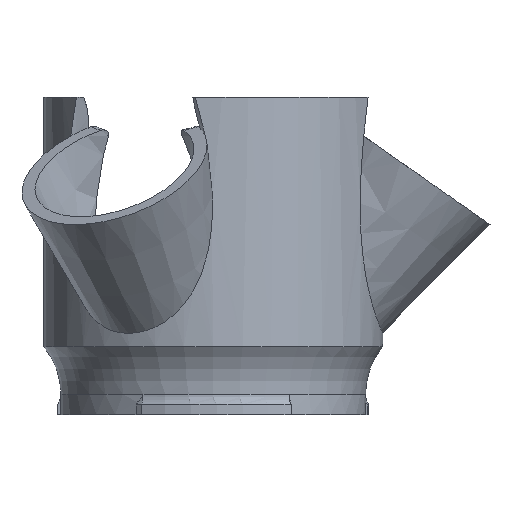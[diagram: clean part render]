
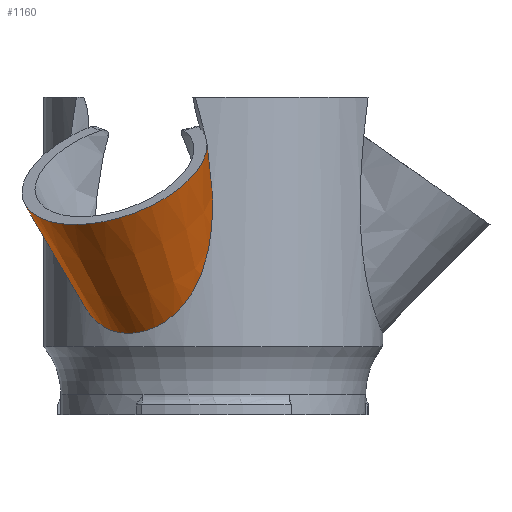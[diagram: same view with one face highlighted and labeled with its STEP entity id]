
A CAD part, left-side view. The second image highlights one B-rep face of the part: STEP entity #1160.
In plain terms, the highlighted conical face has half-angle 9.648 degrees and reference radius 24.218 mm.
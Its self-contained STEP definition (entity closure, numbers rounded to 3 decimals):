
#52=CONICAL_SURFACE('',#1279,24.218,0.168);
#147=CIRCLE('',#1280,28.557);
#224=FACE_OUTER_BOUND('',#291,.T.);
#291=EDGE_LOOP('',(#937,#938));
#401=B_SPLINE_CURVE_WITH_KNOTS('',3,(#2593,#2594,#2595,#2596,#2597,#2598,
#2599,#2600,#2601,#2602,#2603,#2604,#2605,#2606,#2607,#2608,#2609,#2610,
#2611,#2612,#2613,#2614,#2615,#2616,#2617,#2618,#2619,#2620,#2621,#2622,
#2623,#2624,#2625,#2626,#2627,#2628,#2629,#2630,#2631,#2632,#2633,#2634),
 .UNSPECIFIED.,.F.,.F.,(4,2,2,2,2,2,2,2,2,2,2,2,2,2,2,2,2,2,2,2,4),(3.083,
3.775,5.033,5.777,6.521,7.265,
8.009,8.501,8.994,9.486,9.978,
10.471,10.963,11.455,11.948,12.692,
13.436,14.18,14.923,16.182,16.873),
 .UNSPECIFIED.);
#516=VERTEX_POINT('',#2591);
#517=VERTEX_POINT('',#2592);
#674=EDGE_CURVE('',#516,#517,#401,.T.);
#675=EDGE_CURVE('',#517,#516,#147,.T.);
#937=ORIENTED_EDGE('',*,*,#674,.F.);
#938=ORIENTED_EDGE('',*,*,#675,.F.);
#1160=ADVANCED_FACE('',(#224),#52,.T.);
#1279=AXIS2_PLACEMENT_3D('',#2590,#1524,#1525);
#1280=AXIS2_PLACEMENT_3D('',#2635,#1526,#1527);
#1524=DIRECTION('center_axis',(-0.497,0.287,0.819));
#1525=DIRECTION('ref_axis',(-0.709,0.41,-0.574));
#1526=DIRECTION('center_axis',(-0.497,0.287,0.819));
#1527=DIRECTION('ref_axis',(-0.5,-0.866,0.));
#2590=CARTESIAN_POINT('Origin',(-37.829,21.841,51.552));
#2591=CARTESIAN_POINT('',(-49.946,2.321,82.2));
#2592=CARTESIAN_POINT('',(-26.983,42.094,82.2));
#2593=CARTESIAN_POINT('Ctrl Pts',(-49.946,2.321,82.2));
#2594=CARTESIAN_POINT('Ctrl Pts',(-49.969,1.824,79.776));
#2595=CARTESIAN_POINT('Ctrl Pts',(-49.981,1.407,77.344));
#2596=CARTESIAN_POINT('Ctrl Pts',(-50.001,0.471,70.523));
#2597=CARTESIAN_POINT('Ctrl Pts',(-50.,0.148,66.162));
#2598=CARTESIAN_POINT('Ctrl Pts',(-50.,0.148,59.488));
#2599=CARTESIAN_POINT('Ctrl Pts',(-50.,0.261,56.892));
#2600=CARTESIAN_POINT('Ctrl Pts',(-49.994,0.819,51.659));
#2601=CARTESIAN_POINT('Ctrl Pts',(-49.988,1.265,49.022));
#2602=CARTESIAN_POINT('Ctrl Pts',(-49.938,2.573,43.897));
#2603=CARTESIAN_POINT('Ctrl Pts',(-49.894,3.437,41.408));
#2604=CARTESIAN_POINT('Ctrl Pts',(-49.694,5.628,36.758));
#2605=CARTESIAN_POINT('Ctrl Pts',(-49.539,6.956,34.599));
#2606=CARTESIAN_POINT('Ctrl Pts',(-49.094,9.533,31.414));
#2607=CARTESIAN_POINT('Ctrl Pts',(-48.858,10.705,30.196));
#2608=CARTESIAN_POINT('Ctrl Pts',(-48.224,13.275,28.027));
#2609=CARTESIAN_POINT('Ctrl Pts',(-47.824,14.672,27.075));
#2610=CARTESIAN_POINT('Ctrl Pts',(-46.835,17.575,25.536));
#2611=CARTESIAN_POINT('Ctrl Pts',(-46.244,19.084,24.946));
#2612=CARTESIAN_POINT('Ctrl Pts',(-44.888,22.086,24.166));
#2613=CARTESIAN_POINT('Ctrl Pts',(-44.122,23.579,23.975));
#2614=CARTESIAN_POINT('Ctrl Pts',(-42.481,26.421,23.975));
#2615=CARTESIAN_POINT('Ctrl Pts',(-41.571,27.831,24.166));
#2616=CARTESIAN_POINT('Ctrl Pts',(-39.649,30.506,24.946));
#2617=CARTESIAN_POINT('Ctrl Pts',(-38.638,31.772,25.536));
#2618=CARTESIAN_POINT('Ctrl Pts',(-36.618,34.08,27.075));
#2619=CARTESIAN_POINT('Ctrl Pts',(-35.608,35.126,28.027));
#2620=CARTESIAN_POINT('Ctrl Pts',(-33.7,36.96,30.196));
#2621=CARTESIAN_POINT('Ctrl Pts',(-32.803,37.75,31.414));
#2622=CARTESIAN_POINT('Ctrl Pts',(-30.794,39.424,34.599));
#2623=CARTESIAN_POINT('Ctrl Pts',(-29.722,40.222,36.758));
#2624=CARTESIAN_POINT('Ctrl Pts',(-27.923,41.491,41.408));
#2625=CARTESIAN_POINT('Ctrl Pts',(-27.197,41.961,43.897));
#2626=CARTESIAN_POINT('Ctrl Pts',(-26.089,42.659,49.022));
#2627=CARTESIAN_POINT('Ctrl Pts',(-25.707,42.886,51.659));
#2628=CARTESIAN_POINT('Ctrl Pts',(-25.226,43.171,56.892));
#2629=CARTESIAN_POINT('Ctrl Pts',(-25.128,43.227,59.488));
#2630=CARTESIAN_POINT('Ctrl Pts',(-25.128,43.227,66.162));
#2631=CARTESIAN_POINT('Ctrl Pts',(-25.408,43.067,70.523));
#2632=CARTESIAN_POINT('Ctrl Pts',(-26.209,42.582,77.344));
#2633=CARTESIAN_POINT('Ctrl Pts',(-26.564,42.362,79.776));
#2634=CARTESIAN_POINT('Ctrl Pts',(-26.983,42.094,82.2));
#2635=CARTESIAN_POINT('Origin',(-50.509,29.161,72.462));
